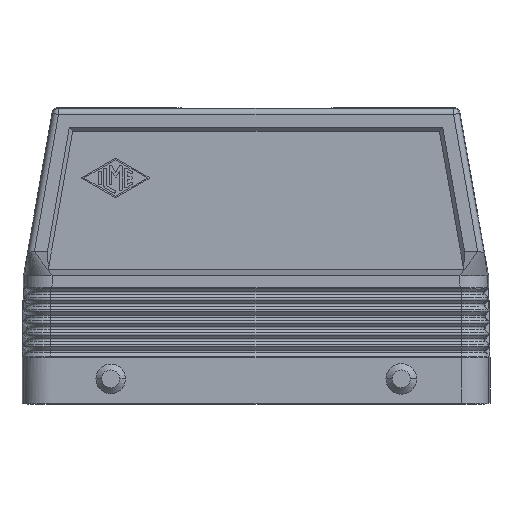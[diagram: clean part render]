
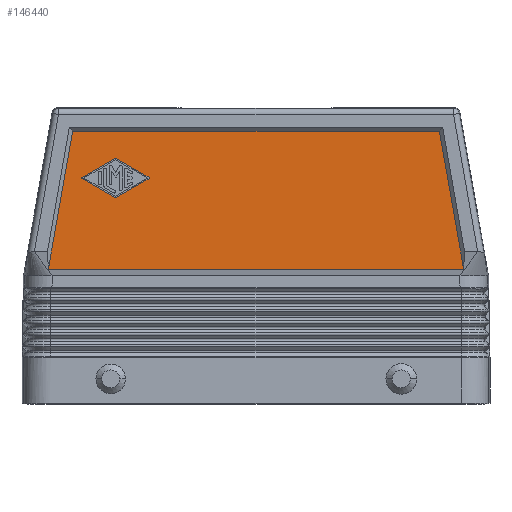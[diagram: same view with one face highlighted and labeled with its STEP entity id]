
A CAD part, left-side view. The second image highlights one B-rep face of the part: STEP entity #146440.
In plain terms, the highlighted planar face has unit normal (-1, 0, 0).
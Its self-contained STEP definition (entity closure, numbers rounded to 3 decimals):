
#145080=CARTESIAN_POINT('',(374.083,-22.843,
34.87));
#145090=VERTEX_POINT('',#145080);
#145120=CARTESIAN_POINT('',(374.083,-26.831,
12.233));
#145130=DIRECTION('',(0.,0.174,0.985));
#145140=VECTOR('',#145130,1.);
#145150=LINE('',#145120,#145140);
#145160=CARTESIAN_POINT('',(374.083,-16.613,
70.233));
#145170=VERTEX_POINT('',#145160);
#145180=EDGE_CURVE('',#145090,#145170,#145150,.T.);
#145440=CARTESIAN_POINT('',(374.083,-12.317,
48.893));
#145450=DIRECTION('',(1.,0.,0.));
#145460=DIRECTION('',(0.,1.,0.));
#145470=AXIS2_PLACEMENT_3D('',#145440,#145450,#145460);
#145480=PLANE('',#145470);
#145490=CARTESIAN_POINT('',(374.083,44.373,
34.87));
#145500=DIRECTION('',(0.,1.,0.));
#145510=VECTOR('',#145500,1.);
#145520=LINE('',#145490,#145510);
#145530=CARTESIAN_POINT('',(374.083,83.656,
34.87));
#145540=VERTEX_POINT('',#145530);
#145550=EDGE_CURVE('',#145090,#145540,#145520,.T.);
#145560=ORIENTED_EDGE('',*,*,#145550,.F.);
#145570=CARTESIAN_POINT('',(374.083,87.644,
12.233));
#145580=DIRECTION('',(0.,-0.174,0.985));
#145590=VECTOR('',#145580,1.);
#145600=LINE('',#145570,#145590);
#145610=CARTESIAN_POINT('',(374.083,77.426,
70.233));
#145620=VERTEX_POINT('',#145610);
#145630=EDGE_CURVE('',#145540,#145620,#145600,.T.);
#145640=ORIENTED_EDGE('',*,*,#145630,.F.);
#145650=CARTESIAN_POINT('',(374.083,44.373,
70.233));
#145660=DIRECTION('',(0.,1.,0.));
#145670=VECTOR('',#145660,1.);
#145680=LINE('',#145650,#145670);
#145690=EDGE_CURVE('',#145170,#145620,#145680,.T.);
#145700=ORIENTED_EDGE('',*,*,#145690,.T.);
#145710=ORIENTED_EDGE('',*,*,#145180,.T.);
#145720=EDGE_LOOP('',(#145710,#145700,#145640,#145560));
#145730=FACE_OUTER_BOUND('',#145720,.T.);
#145740=CARTESIAN_POINT('',(374.083,44.373,
50.688));
#145750=DIRECTION('',(0.,0.868,0.496));
#145760=VECTOR('',#145750,1.);
#145770=LINE('',#145740,#145760);
#145780=CARTESIAN_POINT('',(374.083,57.824,
58.377));
#145790=VERTEX_POINT('',#145780);
#145800=CARTESIAN_POINT('',(374.083,66.241,
63.188));
#145810=VERTEX_POINT('',#145800);
#145820=EDGE_CURVE('',#145790,#145810,#145770,.T.);
#145830=ORIENTED_EDGE('',*,*,#145820,.F.);
#145840=CARTESIAN_POINT('',(374.083,66.406,
62.899));
#145850=DIRECTION('',(-1.,0.,0.));
#145860=DIRECTION('',(0.,-1.,0.));
#145870=AXIS2_PLACEMENT_3D('',#145840,#145850,#145860);
#145880=CIRCLE('',#145870,0.333);
#145890=CARTESIAN_POINT('',(374.083,66.572,
63.188));
#145900=VERTEX_POINT('',#145890);
#145910=EDGE_CURVE('',#145810,#145900,#145880,.T.);
#145920=ORIENTED_EDGE('',*,*,#145910,.F.);
#145930=CARTESIAN_POINT('',(374.083,44.373,
75.877));
#145940=DIRECTION('',(0.,0.868,-0.496));
#145950=VECTOR('',#145940,1.);
#145960=LINE('',#145930,#145950);
#145970=CARTESIAN_POINT('',(374.083,74.988,
58.377));
#145980=VERTEX_POINT('',#145970);
#145990=EDGE_CURVE('',#145900,#145980,#145960,.T.);
#146000=ORIENTED_EDGE('',*,*,#145990,.F.);
#146010=CARTESIAN_POINT('',(374.083,74.905,
58.233));
#146020=DIRECTION('',(-1.,0.,0.));
#146030=DIRECTION('',(0.,-1.,0.));
#146040=AXIS2_PLACEMENT_3D('',#146010,#146020,#146030);
#146050=CIRCLE('',#146040,0.167);
#146060=CARTESIAN_POINT('',(374.083,74.988,
58.088));
#146070=VERTEX_POINT('',#146060);
#146080=EDGE_CURVE('',#145980,#146070,#146050,.T.);
#146090=ORIENTED_EDGE('',*,*,#146080,.F.);
#146100=CARTESIAN_POINT('',(374.083,44.373,
40.588));
#146110=DIRECTION('',(0.,-0.868,-0.496));
#146120=VECTOR('',#146110,1.);
#146130=LINE('',#146100,#146120);
#146140=CARTESIAN_POINT('',(374.083,66.572,
53.277));
#146150=VERTEX_POINT('',#146140);
#146160=EDGE_CURVE('',#146070,#146150,#146130,.T.);
#146170=ORIENTED_EDGE('',*,*,#146160,.F.);
#146180=CARTESIAN_POINT('',(374.083,66.406,
53.566));
#146190=DIRECTION('',(-1.,0.,0.));
#146200=DIRECTION('',(0.,-1.,0.));
#146210=AXIS2_PLACEMENT_3D('',#146180,#146190,#146200);
#146220=CIRCLE('',#146210,0.333);
#146230=CARTESIAN_POINT('',(374.083,66.241,
53.277));
#146240=VERTEX_POINT('',#146230);
#146250=EDGE_CURVE('',#146150,#146240,#146220,.T.);
#146260=ORIENTED_EDGE('',*,*,#146250,.F.);
#146270=CARTESIAN_POINT('',(374.083,44.373,
65.777));
#146280=DIRECTION('',(0.,-0.868,0.496));
#146290=VECTOR('',#146280,1.);
#146300=LINE('',#146270,#146290);
#146310=CARTESIAN_POINT('',(374.083,57.824,
58.088));
#146320=VERTEX_POINT('',#146310);
#146330=EDGE_CURVE('',#146240,#146320,#146300,.T.);
#146340=ORIENTED_EDGE('',*,*,#146330,.F.);
#146350=CARTESIAN_POINT('',(374.083,57.907,
58.233));
#146360=DIRECTION('',(-1.,0.,0.));
#146370=DIRECTION('',(0.,-1.,0.));
#146380=AXIS2_PLACEMENT_3D('',#146350,#146360,#146370);
#146390=CIRCLE('',#146380,0.167);
#146400=EDGE_CURVE('',#146320,#145790,#146390,.T.);
#146410=ORIENTED_EDGE('',*,*,#146400,.F.);
#146420=EDGE_LOOP('',(#146410,#146340,#146260,#146170,#146090,#146000,
#145920,#145830));
#146430=FACE_BOUND('',#146420,.T.);
#146440=ADVANCED_FACE('',(#145730,#146430),#145480,.F.);
